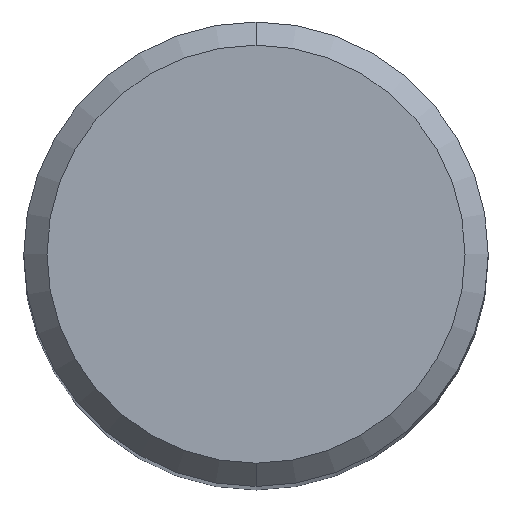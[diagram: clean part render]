
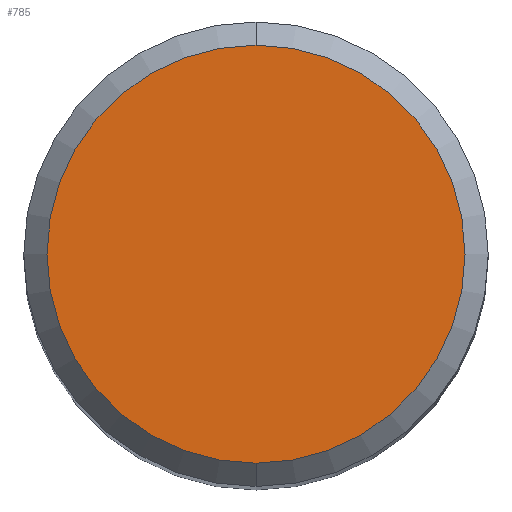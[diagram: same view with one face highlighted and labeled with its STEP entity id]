
A CAD part, top view. The second image highlights one B-rep face of the part: STEP entity #785.
In plain terms, the highlighted planar face has unit normal (0, 0, 1).
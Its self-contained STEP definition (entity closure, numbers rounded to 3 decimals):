
#491=VERTEX_POINT('',#1122);
#597=VERTEX_POINT('',#1240);
#739=EDGE_CURVE('',#597,#491,#1394,.T.);
#785=ADVANCED_FACE('',(#1444),#1445,.T.);
#825=EDGE_CURVE('',#491,#597,#1487,.T.);
#1122=CARTESIAN_POINT('',(0.0,5.4,0.0));
#1240=CARTESIAN_POINT('',(0.,-5.4,0.0));
#1394=CIRCLE('',#4391,5.4);
#1444=FACE_OUTER_BOUND('',#5033,.T.);
#1445=PLANE('',#5034);
#1487=CIRCLE('',#5222,5.4);
#4391=AXIS2_PLACEMENT_3D('',#6063,#6064,#6065);
#5033=EDGE_LOOP('',(#6112,#6113));
#5034=AXIS2_PLACEMENT_3D('',#6114,#6115,#6116);
#5222=AXIS2_PLACEMENT_3D('',#6149,#6150,#6151);
#6063=CARTESIAN_POINT('',(0.0,0.0,0.0));
#6064=DIRECTION('',(0.0,0.0,-1.0));
#6065=DIRECTION('',(0.0,1.0,0.0));
#6112=ORIENTED_EDGE('',*,*,#825,.F.);
#6113=ORIENTED_EDGE('',*,*,#739,.F.);
#6114=CARTESIAN_POINT('',(0.0,2.7,0.0));
#6115=DIRECTION('',(-0.0,0.0,1.0));
#6116=DIRECTION('',(0.0,-1.0,0.0));
#6149=CARTESIAN_POINT('',(0.0,0.0,0.0));
#6150=DIRECTION('',(0.0,0.0,-1.0));
#6151=DIRECTION('',(0.0,1.0,0.0));
